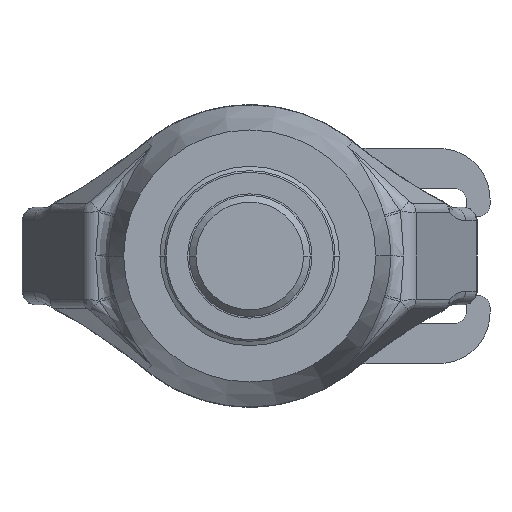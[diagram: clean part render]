
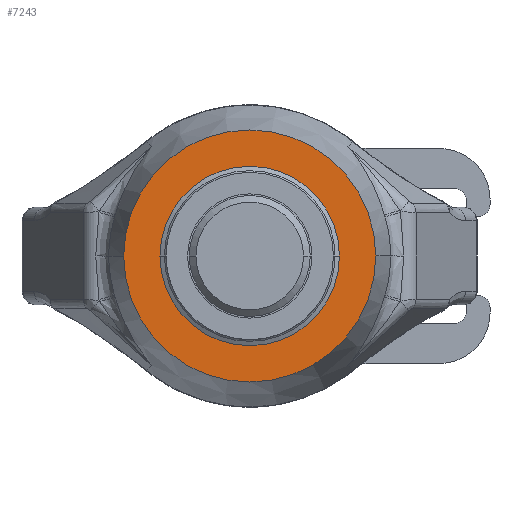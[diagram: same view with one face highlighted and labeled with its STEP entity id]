
A CAD part, front view. The second image highlights one B-rep face of the part: STEP entity #7243.
In plain terms, the highlighted planar face has unit normal (0, -1, 0).
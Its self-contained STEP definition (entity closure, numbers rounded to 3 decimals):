
#2=CARTESIAN_POINT('',(0.,-67.,0.));
#3=DIRECTION('',(0.,-1.,0.));
#4=DIRECTION('',(1.,0.,0.));
#5=AXIS2_PLACEMENT_3D('',#2,#3,#4);
#7=CARTESIAN_POINT('',(0.,-67.,0.));
#8=DIRECTION('',(0.,-1.,0.));
#9=DIRECTION('',(-1.,0.,0.));
#10=AXIS2_PLACEMENT_3D('',#7,#8,#9);
#16=CARTESIAN_POINT('',(0.,-67.,0.));
#17=DIRECTION('',(0.,-1.,0.));
#18=DIRECTION('',(1.,0.,0.));
#19=AXIS2_PLACEMENT_3D('',#16,#17,#18);
#205=CARTESIAN_POINT('',(0.,-67.,0.));
#206=DIRECTION('',(0.,1.,0.));
#207=DIRECTION('',(1.,0.,0.));
#208=AXIS2_PLACEMENT_3D('',#205,#206,#207);
#5880=CARTESIAN_POINT('',(37.5,-67.,0.));
#5882=VERTEX_POINT('',#5880);
#5884=CARTESIAN_POINT('',(-37.5,-67.,0.));
#5886=VERTEX_POINT('',#5884);
#5908=CARTESIAN_POINT('',(26.7,-67.,0.));
#5909=CARTESIAN_POINT('',(-26.7,-67.,0.));
#5910=VERTEX_POINT('',#5908);
#5911=VERTEX_POINT('',#5909);
#7226=CARTESIAN_POINT('',(0.,-67.,0.));
#7227=DIRECTION('',(0.,-1.,0.));
#7228=DIRECTION('',(-1.,0.,0.));
#7229=AXIS2_PLACEMENT_3D('',#7226,#7227,#7228);
#7230=PLANE('',#7229);
#7232=ORIENTED_EDGE('',*,*,#7231,.F.);
#7234=ORIENTED_EDGE('',*,*,#7233,.T.);
#7235=EDGE_LOOP('',(#7232,#7234));
#7236=FACE_OUTER_BOUND('',#7235,.F.);
#7238=ORIENTED_EDGE('',*,*,#7237,.T.);
#7240=ORIENTED_EDGE('',*,*,#7239,.T.);
#7241=EDGE_LOOP('',(#7238,#7240));
#7242=FACE_BOUND('',#7241,.F.);
#7243=ADVANCED_FACE('',(#7236,#7242),#7230,.T.);
#6=CIRCLE('',#5,26.7);
#11=CIRCLE('',#10,26.7);
#20=CIRCLE('',#19,37.5);
#209=CIRCLE('',#208,37.5);
#7231=EDGE_CURVE('',#5882,#5886,#20,.T.);
#7233=EDGE_CURVE('',#5882,#5886,#209,.T.);
#7237=EDGE_CURVE('',#5910,#5911,#6,.T.);
#7239=EDGE_CURVE('',#5911,#5910,#11,.T.);
